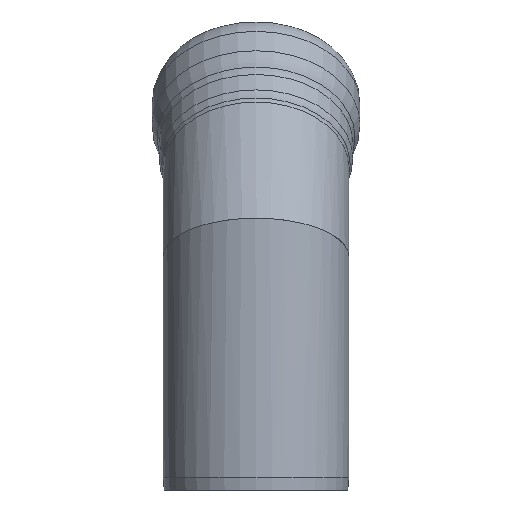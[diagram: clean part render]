
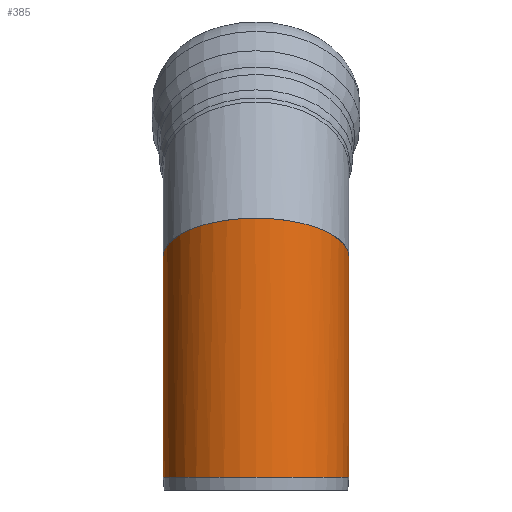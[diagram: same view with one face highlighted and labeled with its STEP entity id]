
A CAD part, left-side view. The second image highlights one B-rep face of the part: STEP entity #385.
In plain terms, the highlighted cylindrical face has radius 1095 mm (diameter 2190 mm), a full revolution.
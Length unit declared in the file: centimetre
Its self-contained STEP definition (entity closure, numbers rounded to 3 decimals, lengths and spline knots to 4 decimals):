
#33=LINE('',#715,#44);
#44=VECTOR('',#596,109.5);
#53=CYLINDRICAL_SURFACE('',#454,109.5);
#91=CIRCLE('',#452,109.5);
#129=FACE_OUTER_BOUND('',#156,.T.);
#156=EDGE_LOOP('',(#347,#348,#349,#350));
#163=ELLIPSE('',#449,118.5219,109.5);
#193=VERTEX_POINT('',#704);
#195=VERTEX_POINT('',#709);
#243=EDGE_CURVE('',#193,#193,#163,.T.);
#245=EDGE_CURVE('',#195,#195,#91,.T.);
#248=EDGE_CURVE('',#193,#195,#33,.T.);
#347=ORIENTED_EDGE('',*,*,#243,.T.);
#348=ORIENTED_EDGE('',*,*,#248,.T.);
#349=ORIENTED_EDGE('',*,*,#245,.T.);
#350=ORIENTED_EDGE('',*,*,#248,.F.);
#385=ADVANCED_FACE('',(#129),#53,.T.);
#449=AXIS2_PLACEMENT_3D('',#705,#583,#584);
#452=AXIS2_PLACEMENT_3D('',#710,#589,#590);
#454=AXIS2_PLACEMENT_3D('',#714,#594,#595);
#583=DIRECTION('center_axis',(-0.383,0.,-0.924));
#584=DIRECTION('ref_axis',(-0.924,0.,0.383));
#589=DIRECTION('center_axis',(0.,0.,1.));
#590=DIRECTION('ref_axis',(1.,0.,0.));
#594=DIRECTION('center_axis',(0.,0.,1.));
#595=DIRECTION('ref_axis',(-1.,0.,0.));
#596=DIRECTION('',(0.,0.,-1.));
#704=CARTESIAN_POINT('',(109.5,0.,229.6436));
#705=CARTESIAN_POINT('Origin',(0.,0.,275.));
#709=CARTESIAN_POINT('',(109.5,0.,15.));
#710=CARTESIAN_POINT('Origin',(0.,0.,15.));
#714=CARTESIAN_POINT('Origin',(0.,0.,167.6782));
#715=CARTESIAN_POINT('',(109.5,0.,167.6782));
